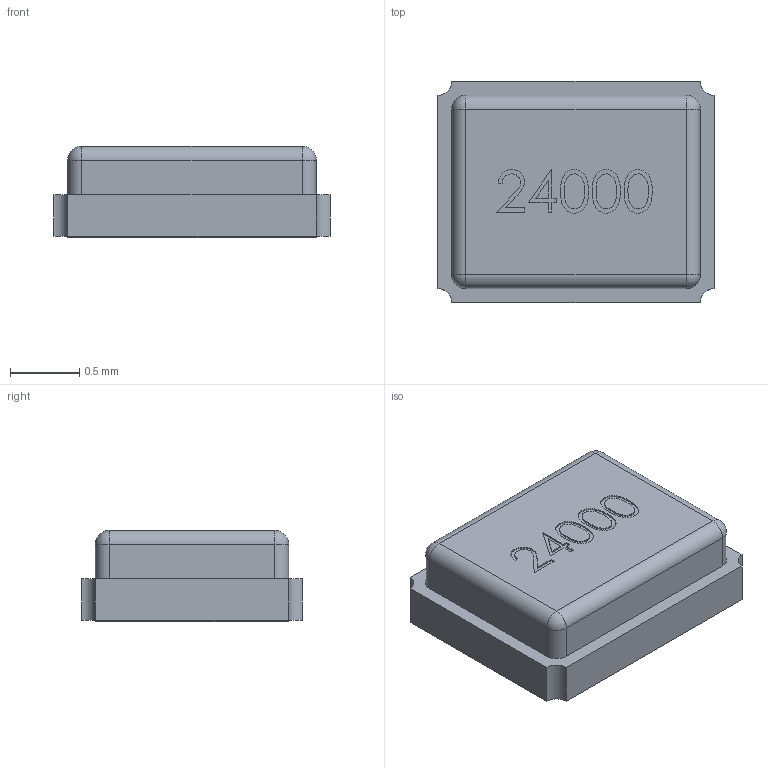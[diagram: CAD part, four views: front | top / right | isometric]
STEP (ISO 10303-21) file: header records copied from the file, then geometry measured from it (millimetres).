
FILE_DESCRIPTION (( 'STEP AP214' ), '1' );
FILE_NAME ('XRCGB24M000F1H00R0.STEP', '2021-09-03T08:20:15', ( '' ), ( '' ), 'SwSTEP 2.0', 'SolidWorks 2020', '' );
FILE_SCHEMA (( 'AUTOMOTIVE_DESIGN' ));
Length unit declared in the file: millimetre
Products named in the file (1): XRCGB24M000F1H00R0
Bounding box: 2 x 1.6 x 0.66 mm (x, y, z)
Volume: 1.8 mm3; surface area: 10.5 mm2
Topology: 1 solids, 1 shells, 109 faces, 274 edges, 176 vertices
Faces by surface type: plane 60, bspline 33, cylinder 12, sphere 4
Entity records: 6935 total; most frequent: CARTESIAN_POINT 3317, ORIENTED_EDGE 540, DIRECTION 382, EDGE_CURVE 270, LINE 180, VECTOR 180, VERTEX_POINT 176, EDGE_LOOP 122
